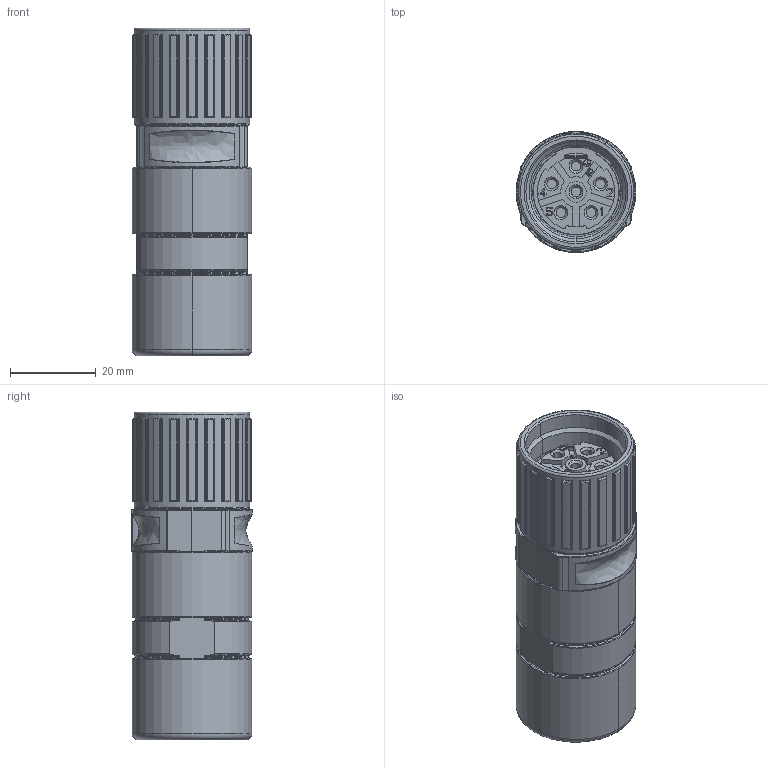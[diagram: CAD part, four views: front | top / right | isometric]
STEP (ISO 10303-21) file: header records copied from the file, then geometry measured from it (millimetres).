
FILE_DESCRIPTION((''),'2;1');
FILE_NAME('1605553','2015-10-02T',('feitelbuss'),(''),'PRO/ENGINEER BY PARAMETRIC TECHNOLOGY CORPORATION, 2014200','PRO/ENGINEER BY PARAMETRIC TECHNOLOGY CORPORATION, 2014200','');
FILE_SCHEMA(('AUTOMOTIVE_DESIGN { 1 0 10303 214 1 1 1 1 }'));
Length unit declared in the file: millimetre
Products named in the file (1): 1605553
Bounding box: 28 x 28.3 x 76.65 mm (x, y, z)
Volume: 38754.3 mm3; surface area: 11195.5 mm2
Topology: 1 solids, 2 shells, 767 faces, 2002 edges, 1280 vertices
Faces by surface type: plane 371, cylinder 199, cone 79, bspline 63, torus 51, sphere 4
Entity records: 28485 total; most frequent: CARTESIAN_POINT 9916, ORIENTED_EDGE 4004, DIRECTION 3639, EDGE_CURVE 2002, VERTEX_POINT 1280, AXIS2_PLACEMENT_3D 1261, VECTOR 1117, LINE 1117
